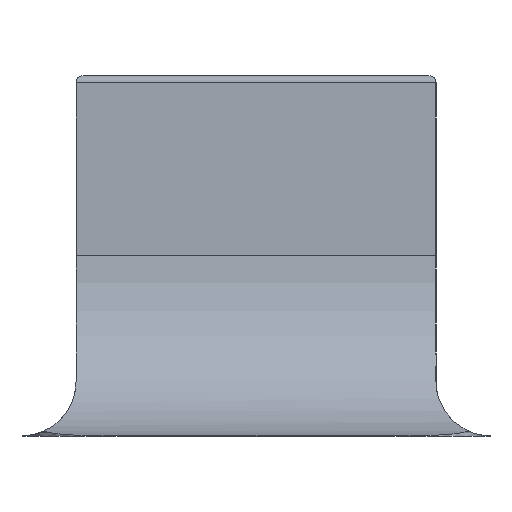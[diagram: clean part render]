
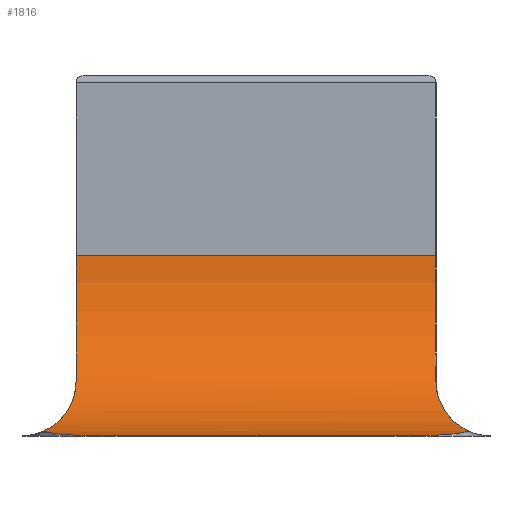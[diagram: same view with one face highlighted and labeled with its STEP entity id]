
A CAD part, left-side view. The second image highlights one B-rep face of the part: STEP entity #1816.
In plain terms, the highlighted cylindrical face has radius 0.25 mm (diameter 0.5 mm), a partial arc.
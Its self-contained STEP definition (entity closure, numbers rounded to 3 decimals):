
#1419 = VERTEX_POINT('',#1420);
#1420 = CARTESIAN_POINT('',(-0.75,0.181,0.001));
#1428 = VERTEX_POINT('',#1429);
#1429 = CARTESIAN_POINT('',(-0.75,-0.181,0.001));
#1435 = EDGE_CURVE('',#1419,#1428,#1436,.T.);
#1436 = LINE('',#1437,#1438);
#1437 = CARTESIAN_POINT('',(-0.75,0.4,0.001));
#1438 = VECTOR('',#1439,1.);
#1439 = DIRECTION('',(0.,-1.,0.));
#1451 = EDGE_CURVE('',#1428,#1452,#1454,.T.);
#1452 = VERTEX_POINT('',#1453);
#1453 = CARTESIAN_POINT('',(-0.694,-0.295,
    0.007));
#1454 = B_SPLINE_CURVE_WITH_KNOTS('',7,(#1455,#1456,#1457,#1458,#1459,
    #1460,#1461,#1462,#1463,#1464,#1465,#1466,#1467,#1468),
  .UNSPECIFIED.,.F.,.F.,(8,6,8),(0.,0.399,1.),.UNSPECIFIED.);
#1455 = CARTESIAN_POINT('',(-0.75,-0.181,0.001));
#1456 = CARTESIAN_POINT('',(-0.75,-0.195,0.001));
#1457 = CARTESIAN_POINT('',(-0.748,-0.209,
    0.001));
#1458 = CARTESIAN_POINT('',(-0.745,-0.223,
    0.001));
#1459 = CARTESIAN_POINT('',(-0.741,-0.236,
    0.001));
#1460 = CARTESIAN_POINT('',(-0.735,-0.248,
    0.001));
#1461 = CARTESIAN_POINT('',(-0.727,-0.26,
    0.002));
#1462 = CARTESIAN_POINT('',(-0.707,-0.286,
    0.004));
#1463 = CARTESIAN_POINT('',(-0.692,-0.299,
    0.007));
#1464 = CARTESIAN_POINT('',(-0.676,-0.31,
    0.011));
#1465 = CARTESIAN_POINT('',(-0.659,-0.318,
    0.017));
#1466 = CARTESIAN_POINT('',(-0.641,-0.323,
    0.024));
#1467 = CARTESIAN_POINT('',(-0.624,-0.325,0.034));
#1468 = CARTESIAN_POINT('',(-0.606,-0.325,0.046));
#1760 = VERTEX_POINT('',#1761);
#1761 = CARTESIAN_POINT('',(-0.694,0.295,
    0.007));
#1794 = EDGE_CURVE('',#1419,#1760,#1795,.T.);
#1795 = B_SPLINE_CURVE_WITH_KNOTS('',7,(#1796,#1797,#1798,#1799,#1800,
    #1801,#1802,#1803,#1804,#1805,#1806,#1807,#1808,#1809),
  .UNSPECIFIED.,.F.,.F.,(8,6,8),(0.,0.402,1.),.UNSPECIFIED.);
#1796 = CARTESIAN_POINT('',(-0.75,0.181,0.001));
#1797 = CARTESIAN_POINT('',(-0.75,0.195,0.001));
#1798 = CARTESIAN_POINT('',(-0.748,0.209,
    0.001));
#1799 = CARTESIAN_POINT('',(-0.745,0.223,
    0.001));
#1800 = CARTESIAN_POINT('',(-0.74,0.236,
    0.001));
#1801 = CARTESIAN_POINT('',(-0.734,0.249,
    0.001));
#1802 = CARTESIAN_POINT('',(-0.727,0.26,
    0.002));
#1803 = CARTESIAN_POINT('',(-0.706,0.286,
    0.005));
#1804 = CARTESIAN_POINT('',(-0.692,0.299,
    0.007));
#1805 = CARTESIAN_POINT('',(-0.676,0.31,
    0.011));
#1806 = CARTESIAN_POINT('',(-0.659,0.318,
    0.017));
#1807 = CARTESIAN_POINT('',(-0.641,0.323,
    0.025));
#1808 = CARTESIAN_POINT('',(-0.623,0.325,0.034));
#1809 = CARTESIAN_POINT('',(-0.606,0.325,0.046));
#1816 = ADVANCED_FACE('',(#1817),#1884,.F.);
#1817 = FACE_BOUND('',#1818,.T.);
#1818 = EDGE_LOOP('',(#1819,#1830,#1847,#1848,#1849,#1850,#1869,#1878));
#1819 = ORIENTED_EDGE('',*,*,#1820,.T.);
#1820 = EDGE_CURVE('',#1821,#1823,#1825,.T.);
#1821 = VERTEX_POINT('',#1822);
#1822 = CARTESIAN_POINT('',(-0.5,0.25,0.251));
#1823 = VERTEX_POINT('',#1824);
#1824 = CARTESIAN_POINT('',(-0.571,0.25,0.076));
#1825 = CIRCLE('',#1826,0.25);
#1826 = AXIS2_PLACEMENT_3D('',#1827,#1828,#1829);
#1827 = CARTESIAN_POINT('',(-0.75,0.25,0.251));
#1828 = DIRECTION('',(0.,1.,0.));
#1829 = DIRECTION('',(1.,0.,0.));
#1830 = ORIENTED_EDGE('',*,*,#1831,.T.);
#1831 = EDGE_CURVE('',#1823,#1760,#1832,.T.);
#1832 = B_SPLINE_CURVE_WITH_KNOTS('',7,(#1833,#1834,#1835,#1836,#1837,
    #1838,#1839,#1840,#1841,#1842,#1843,#1844,#1845,#1846),
  .UNSPECIFIED.,.F.,.F.,(8,6,8),(0.,0.9,1.),.UNSPECIFIED.);
#1833 = CARTESIAN_POINT('',(-0.571,0.25,0.076));
#1834 = CARTESIAN_POINT('',(-0.587,0.25,0.06));
#1835 = CARTESIAN_POINT('',(-0.605,0.254,
    0.045));
#1836 = CARTESIAN_POINT('',(-0.627,0.261,
    0.031));
#1837 = CARTESIAN_POINT('',(-0.65,0.272,
    0.019));
#1838 = CARTESIAN_POINT('',(-0.676,0.285,
    0.01));
#1839 = CARTESIAN_POINT('',(-0.702,0.299,
    0.004));
#1840 = CARTESIAN_POINT('',(-0.732,0.315,
    0.002));
#1841 = CARTESIAN_POINT('',(-0.735,0.317,
    0.001));
#1842 = CARTESIAN_POINT('',(-0.738,0.318,
    0.001));
#1843 = CARTESIAN_POINT('',(-0.741,0.32,
    0.001));
#1844 = CARTESIAN_POINT('',(-0.744,0.322,
    0.001));
#1845 = CARTESIAN_POINT('',(-0.747,0.323,
    0.001));
#1846 = CARTESIAN_POINT('',(-0.75,0.325,0.001));
#1847 = ORIENTED_EDGE('',*,*,#1794,.F.);
#1848 = ORIENTED_EDGE('',*,*,#1435,.T.);
#1849 = ORIENTED_EDGE('',*,*,#1451,.T.);
#1850 = ORIENTED_EDGE('',*,*,#1851,.T.);
#1851 = EDGE_CURVE('',#1452,#1852,#1854,.T.);
#1852 = VERTEX_POINT('',#1853);
#1853 = CARTESIAN_POINT('',(-0.571,-0.25,0.076));
#1854 = B_SPLINE_CURVE_WITH_KNOTS('',7,(#1855,#1856,#1857,#1858,#1859,
    #1860,#1861,#1862,#1863,#1864,#1865,#1866,#1867,#1868),
  .UNSPECIFIED.,.F.,.F.,(8,6,8),(0.,0.959,1.),.UNSPECIFIED.);
#1855 = CARTESIAN_POINT('',(-0.75,-0.325,0.001));
#1856 = CARTESIAN_POINT('',(-0.721,-0.309,
    0.001));
#1857 = CARTESIAN_POINT('',(-0.692,-0.293,
    0.005));
#1858 = CARTESIAN_POINT('',(-0.664,-0.279,
    0.013));
#1859 = CARTESIAN_POINT('',(-0.638,-0.266,
    0.024));
#1860 = CARTESIAN_POINT('',(-0.614,-0.257,
    0.038));
#1861 = CARTESIAN_POINT('',(-0.594,-0.251,
    0.054));
#1862 = CARTESIAN_POINT('',(-0.576,-0.25,
    0.072));
#1863 = CARTESIAN_POINT('',(-0.575,-0.25,
    0.072));
#1864 = CARTESIAN_POINT('',(-0.574,-0.25,
    0.073));
#1865 = CARTESIAN_POINT('',(-0.574,-0.25,
    0.074));
#1866 = CARTESIAN_POINT('',(-0.573,-0.25,
    0.075));
#1867 = CARTESIAN_POINT('',(-0.572,-0.25,0.075));
#1868 = CARTESIAN_POINT('',(-0.571,-0.25,0.076));
#1869 = ORIENTED_EDGE('',*,*,#1870,.F.);
#1870 = EDGE_CURVE('',#1871,#1852,#1873,.T.);
#1871 = VERTEX_POINT('',#1872);
#1872 = CARTESIAN_POINT('',(-0.5,-0.25,0.251));
#1873 = CIRCLE('',#1874,0.25);
#1874 = AXIS2_PLACEMENT_3D('',#1875,#1876,#1877);
#1875 = CARTESIAN_POINT('',(-0.75,-0.25,0.251));
#1876 = DIRECTION('',(0.,1.,0.));
#1877 = DIRECTION('',(1.,0.,0.));
#1878 = ORIENTED_EDGE('',*,*,#1879,.F.);
#1879 = EDGE_CURVE('',#1821,#1871,#1880,.T.);
#1880 = LINE('',#1881,#1882);
#1881 = CARTESIAN_POINT('',(-0.5,0.4,0.251));
#1882 = VECTOR('',#1883,1.);
#1883 = DIRECTION('',(0.,-1.,0.));
#1884 = CYLINDRICAL_SURFACE('',#1885,0.25);
#1885 = AXIS2_PLACEMENT_3D('',#1886,#1887,#1888);
#1886 = CARTESIAN_POINT('',(-0.75,0.4,0.251));
#1887 = DIRECTION('',(0.,1.,0.));
#1888 = DIRECTION('',(1.,0.,0.));
